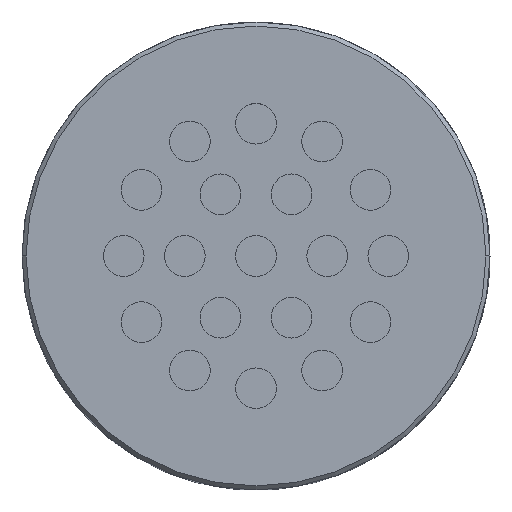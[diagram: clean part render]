
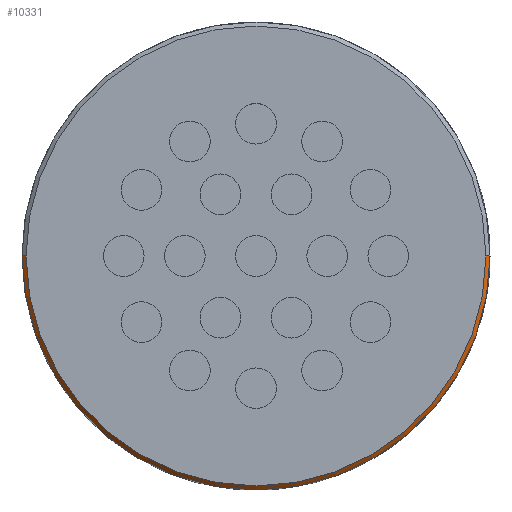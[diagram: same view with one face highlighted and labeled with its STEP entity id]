
A CAD part, top view. The second image highlights one B-rep face of the part: STEP entity #10331.
In plain terms, the highlighted conical face has half-angle 45 degrees and reference radius 11.3 mm.
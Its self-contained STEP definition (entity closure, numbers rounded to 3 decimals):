
#129 = EDGE_CURVE ( 'NONE', #7541, #10773, #18203, .T. ) ;
#400 = DIRECTION ( 'NONE',  ( 1., 0., 0. ) ) ;
#590 = ORIENTED_EDGE ( 'NONE', *, *, #129, .T. ) ;
#810 = CARTESIAN_POINT ( 'NONE',  ( 0., 0., 0. ) ) ;
#885 = CARTESIAN_POINT ( 'NONE',  ( 11.3, 0., 0. ) ) ;
#2300 = DIRECTION ( 'NONE',  ( 0., 0., -1. ) ) ;
#3763 = AXIS2_PLACEMENT_3D ( 'NONE', #20111, #2300, #400 ) ;
#4222 = CARTESIAN_POINT ( 'NONE',  ( -11.3, 0., 0. ) ) ;
#4945 = VECTOR ( 'NONE', #11164, 1000. ) ;
#5537 = DIRECTION ( 'NONE',  ( 0.707, 0., -0.707 ) ) ;
#5885 = CARTESIAN_POINT ( 'NONE',  ( -11.3, 0., 0. ) ) ;
#6445 = EDGE_LOOP ( 'NONE', ( #17106, #9066, #590, #20270 ) ) ;
#6960 = VERTEX_POINT ( 'NONE', #19873 ) ;
#7541 = VERTEX_POINT ( 'NONE', #5885 ) ;
#8421 = CIRCLE ( 'NONE', #11452, 11.3 ) ;
#8847 = CARTESIAN_POINT ( 'NONE',  ( 11.3, 0., 0. ) ) ;
#9066 = ORIENTED_EDGE ( 'NONE', *, *, #19109, .F. ) ;
#9078 = AXIS2_PLACEMENT_3D ( 'NONE', #16647, #16864, #20262 ) ;
#10331 = ADVANCED_FACE ( 'NONE', ( #14642 ), #16211, .T. ) ;
#10773 = VERTEX_POINT ( 'NONE', #15411 ) ;
#10851 = VECTOR ( 'NONE', #5537, 1000. ) ;
#11164 = DIRECTION ( 'NONE',  ( -0.707, 0., -0.707 ) ) ;
#11452 = AXIS2_PLACEMENT_3D ( 'NONE', #810, #20652, #22296 ) ;
#11942 = LINE ( 'NONE', #8847, #10851 ) ;
#14642 = FACE_OUTER_BOUND ( 'NONE', #6445, .T. ) ;
#15306 = EDGE_CURVE ( 'NONE', #6960, #10773, #19483, .T. ) ;
#15411 = CARTESIAN_POINT ( 'NONE',  ( -11.5, 0., -0.2 ) ) ;
#16211 = CONICAL_SURFACE ( 'NONE', #9078, 11.3, 0.785 ) ;
#16561 = EDGE_CURVE ( 'NONE', #22436, #6960, #11942, .T. ) ;
#16647 = CARTESIAN_POINT ( 'NONE',  ( 0., 0., 0. ) ) ;
#16864 = DIRECTION ( 'NONE',  ( 0., 0., -1. ) ) ;
#17106 = ORIENTED_EDGE ( 'NONE', *, *, #16561, .F. ) ;
#18203 = LINE ( 'NONE', #4222, #4945 ) ;
#19109 = EDGE_CURVE ( 'NONE', #7541, #22436, #8421, .T. ) ;
#19483 = CIRCLE ( 'NONE', #3763, 11.5 ) ;
#19873 = CARTESIAN_POINT ( 'NONE',  ( 11.5, 0., -0.2 ) ) ;
#20111 = CARTESIAN_POINT ( 'NONE',  ( 0., 0., -0.2 ) ) ;
#20262 = DIRECTION ( 'NONE',  ( -1., 0., 0. ) ) ;
#20270 = ORIENTED_EDGE ( 'NONE', *, *, #15306, .F. ) ;
#20652 = DIRECTION ( 'NONE',  ( 0., 0., 1. ) ) ;
#22296 = DIRECTION ( 'NONE',  ( 1., 0., 0. ) ) ;
#22436 = VERTEX_POINT ( 'NONE', #885 ) ;
